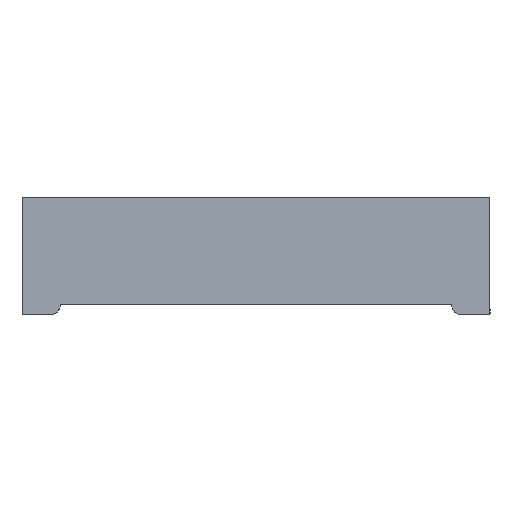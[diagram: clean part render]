
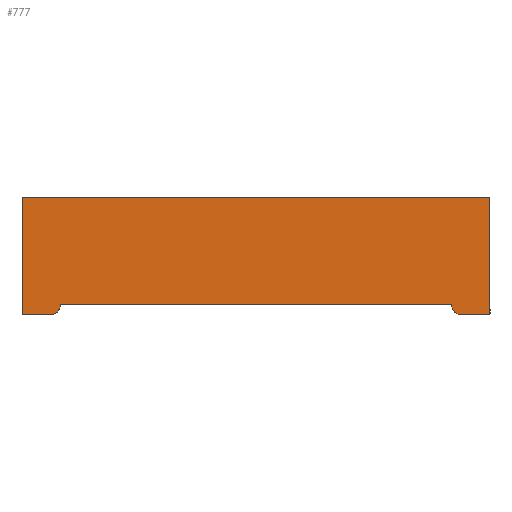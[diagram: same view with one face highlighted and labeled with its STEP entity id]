
A CAD part, front view. The second image highlights one B-rep face of the part: STEP entity #777.
In plain terms, the highlighted free-form (B-spline) face has degree [1, 1] with [2, 2] control points.
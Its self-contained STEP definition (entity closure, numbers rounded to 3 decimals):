
#135 = VERTEX_POINT('',#136);
#136 = CARTESIAN_POINT('',(35.677,-52.022,
    17.913));
#141 = EDGE_CURVE('',#142,#135,#144,.T.);
#142 = VERTEX_POINT('',#143);
#143 = CARTESIAN_POINT('',(35.677,-52.022,0.));
#144 = B_SPLINE_CURVE_WITH_KNOTS('',1,(#145,#146),.UNSPECIFIED.,.F.,.F.,
  (2,2),(0.,12.),.PIECEWISE_BEZIER_KNOTS.);
#145 = CARTESIAN_POINT('',(35.677,-52.022,0.));
#146 = CARTESIAN_POINT('',(35.677,-52.022,
    17.913));
#291 = VERTEX_POINT('',#292);
#292 = CARTESIAN_POINT('',(-35.677,-52.022,0.));
#297 = EDGE_CURVE('',#291,#298,#300,.T.);
#298 = VERTEX_POINT('',#299);
#299 = CARTESIAN_POINT('',(-35.677,-52.022,
    17.913));
#300 = B_SPLINE_CURVE_WITH_KNOTS('',1,(#301,#302),.UNSPECIFIED.,.F.,.F.,
  (2,2),(0.,12.),.PIECEWISE_BEZIER_KNOTS.);
#301 = CARTESIAN_POINT('',(-35.677,-52.022,0.));
#302 = CARTESIAN_POINT('',(-35.677,-52.022,
    17.913));
#657 = VERTEX_POINT('',#658);
#658 = CARTESIAN_POINT('',(-29.855,-52.022,
    1.493));
#663 = EDGE_CURVE('',#657,#664,#666,.T.);
#664 = VERTEX_POINT('',#665);
#665 = CARTESIAN_POINT('',(-31.348,-52.022,0.));
#666 = ( BOUNDED_CURVE() B_SPLINE_CURVE(2,(#667,#668,#669),
.UNSPECIFIED.,.F.,.F.) B_SPLINE_CURVE_WITH_KNOTS((3,3),(5.498,
7.069),.PIECEWISE_BEZIER_KNOTS.) CURVE() 
GEOMETRIC_REPRESENTATION_ITEM() RATIONAL_B_SPLINE_CURVE((1.,
0.707,1.)) REPRESENTATION_ITEM('') );
#667 = CARTESIAN_POINT('',(-29.855,-52.022,
    1.493));
#668 = CARTESIAN_POINT('',(-29.855,-52.022,
    0.));
#669 = CARTESIAN_POINT('',(-31.348,-52.022,0.));
#712 = VERTEX_POINT('',#713);
#713 = CARTESIAN_POINT('',(31.348,-52.022,0.));
#718 = EDGE_CURVE('',#712,#719,#721,.T.);
#719 = VERTEX_POINT('',#720);
#720 = CARTESIAN_POINT('',(29.855,-52.022,
    1.493));
#721 = ( BOUNDED_CURVE() B_SPLINE_CURVE(2,(#722,#723,#724),
.UNSPECIFIED.,.F.,.F.) B_SPLINE_CURVE_WITH_KNOTS((3,3),(5.498,
7.069),.PIECEWISE_BEZIER_KNOTS.) CURVE() 
GEOMETRIC_REPRESENTATION_ITEM() RATIONAL_B_SPLINE_CURVE((1.,
0.707,1.)) REPRESENTATION_ITEM('') );
#722 = CARTESIAN_POINT('',(31.348,-52.022,0.));
#723 = CARTESIAN_POINT('',(29.855,-52.022,0.));
#724 = CARTESIAN_POINT('',(29.855,-52.022,
    1.493));
#743 = EDGE_CURVE('',#712,#142,#744,.T.);
#744 = B_SPLINE_CURVE_WITH_KNOTS('',1,(#745,#746),.UNSPECIFIED.,.F.,.F.,
  (2,2),(44.9,47.8),.PIECEWISE_BEZIER_KNOTS.);
#745 = CARTESIAN_POINT('',(31.348,-52.022,0.));
#746 = CARTESIAN_POINT('',(35.677,-52.022,0.));
#758 = EDGE_CURVE('',#657,#719,#759,.T.);
#759 = B_SPLINE_CURVE_WITH_KNOTS('',1,(#760,#761),.UNSPECIFIED.,.F.,.F.,
  (2,2),(1.95,41.95),.PIECEWISE_BEZIER_KNOTS.);
#760 = CARTESIAN_POINT('',(-29.855,-52.022,
    1.493));
#761 = CARTESIAN_POINT('',(29.855,-52.022,
    1.493));
#777 = ADVANCED_FACE('',(#778),#796,.T.);
#778 = FACE_BOUND('',#779,.T.);
#779 = EDGE_LOOP('',(#780,#781,#782,#783,#784,#785,#790,#791));
#780 = ORIENTED_EDGE('',*,*,#663,.F.);
#781 = ORIENTED_EDGE('',*,*,#758,.T.);
#782 = ORIENTED_EDGE('',*,*,#718,.F.);
#783 = ORIENTED_EDGE('',*,*,#743,.T.);
#784 = ORIENTED_EDGE('',*,*,#141,.T.);
#785 = ORIENTED_EDGE('',*,*,#786,.F.);
#786 = EDGE_CURVE('',#298,#135,#787,.T.);
#787 = B_SPLINE_CURVE_WITH_KNOTS('',1,(#788,#789),.UNSPECIFIED.,.F.,.F.,
  (2,2),(0.,47.8),.PIECEWISE_BEZIER_KNOTS.);
#788 = CARTESIAN_POINT('',(-35.677,-52.022,
    17.913));
#789 = CARTESIAN_POINT('',(35.677,-52.022,
    17.913));
#790 = ORIENTED_EDGE('',*,*,#297,.F.);
#791 = ORIENTED_EDGE('',*,*,#792,.T.);
#792 = EDGE_CURVE('',#291,#664,#793,.T.);
#793 = B_SPLINE_CURVE_WITH_KNOTS('',1,(#794,#795),.UNSPECIFIED.,.F.,.F.,
  (2,2),(0.,2.9),.PIECEWISE_BEZIER_KNOTS.);
#794 = CARTESIAN_POINT('',(-35.677,-52.022,0.));
#795 = CARTESIAN_POINT('',(-31.348,-52.022,0.));
#796 = B_SPLINE_SURFACE_WITH_KNOTS('',1,1,(
    (#797,#798)
    ,(#799,#800
    )),.UNSPECIFIED.,.F.,.F.,.F.,(2,2),(2,2),(0.,47.8),(
    0.,12.),.PIECEWISE_BEZIER_KNOTS.);
#797 = CARTESIAN_POINT('',(-35.677,-52.022,
    0.));
#798 = CARTESIAN_POINT('',(-35.677,-52.022,
    17.913));
#799 = CARTESIAN_POINT('',(35.677,-52.022,
    0.));
#800 = CARTESIAN_POINT('',(35.677,-52.022,
    17.913));
